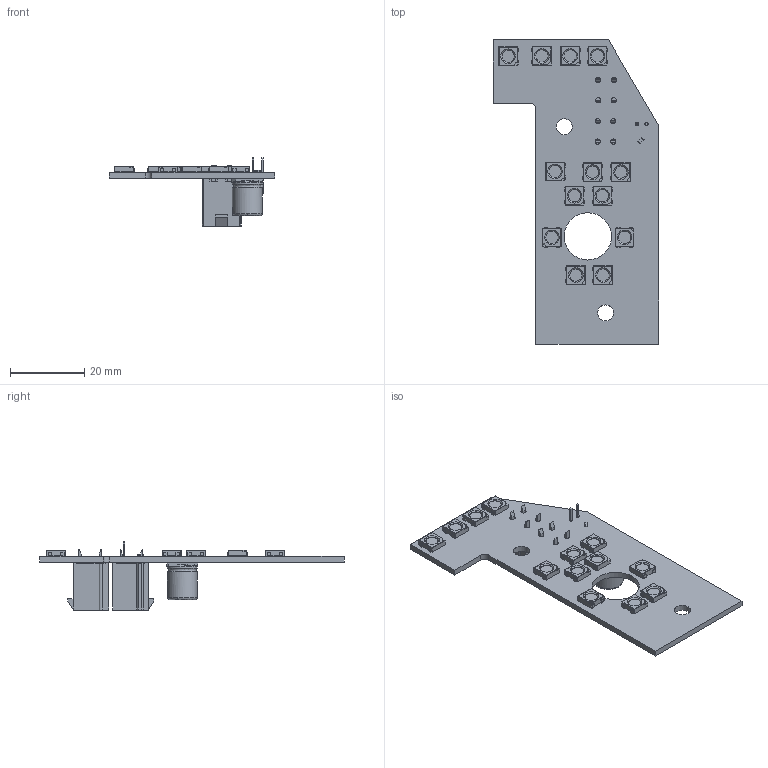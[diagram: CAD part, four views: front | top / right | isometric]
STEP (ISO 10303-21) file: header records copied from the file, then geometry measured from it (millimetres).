
FILE_DESCRIPTION(('KiCad electronic assembly'),'2;1');
FILE_NAME('AV COOL PANEL.step','2023-03-29T16:05:09',('Pcbnew'),('Kicad' ),'Open CASCADE STEP processor 7.6','KiCad to STEP converter', 'Unknown');
FILE_SCHEMA(('AUTOMOTIVE_DESIGN { 1 0 10303 214 1 1 1 1 }'));
Length unit declared in the file: millimetre
Products named in the file (12): AV COOL PANEL 1; R_0603_1608Metric; SOLID; LED_WS2812B_PLCC4_5.0x5.0mm_P3.2mm; CP_Elec_8x10; LED_D3.0mm; Molex_Mini-Fit_Jr_5566-04A_2x02_P4.20mm_Vertical; AV COOL PANEL PCB
Assembly tree (24 placements, depth 3):
  AV COOL PANEL 1
    R_0603_1608Metric
      SOLID
    LED_WS2812B_PLCC4_5.0x5.0mm_P3.2mm  x13
      SOLID
    CP_Elec_8x10
      SOLID
    LED_D3.0mm
      SOLID
    Molex_Mini-Fit_Jr_5566-04A_2x02_P4.20mm_Vertical  x2
      SOLID
    AV COOL PANEL PCB
Bounding box: 44.45 x 81.79 x 18.3 mm (x, y, z)
Volume: 6581.6 mm3; surface area: 10177.9 mm2
Topology: 19 solids, 19 shells, 1248 faces, 3570 edges, 2347 vertices
Faces by surface type: plane 905, cylinder 322, cone 13, torus 4, bspline 2, revolution 1, sphere 1
Full cylindrical faces by diameter (mm): 0.9 x2, 1.4 x8, 3 x1, 3.333 x13, 4.3 x2, 8 x2, 12.7 x1
Entity records: 22118 total; most frequent: CARTESIAN_POINT 4155, DIRECTION 3159, LINE 2195, VECTOR 2195, ORIENTED_EDGE 1632, PCURVE 1632, DEFINITIONAL_REPRESENTATION 1632, EDGE_CURVE 816
